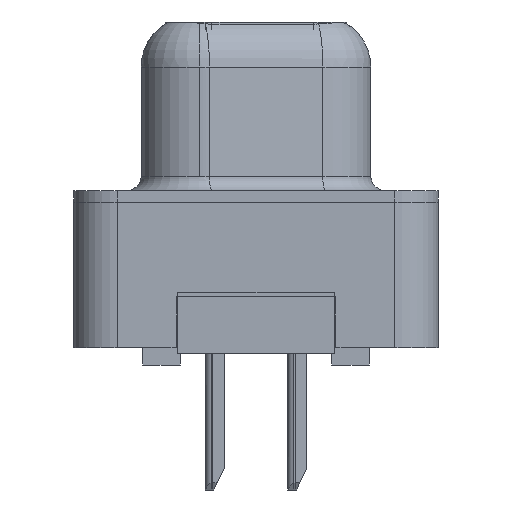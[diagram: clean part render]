
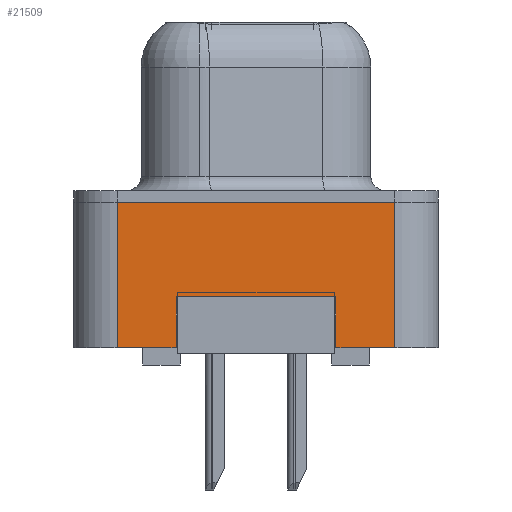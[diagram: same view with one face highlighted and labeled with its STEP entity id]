
A CAD part, left-side view. The second image highlights one B-rep face of the part: STEP entity #21509.
In plain terms, the highlighted planar face has unit normal (-1, 0, 0).
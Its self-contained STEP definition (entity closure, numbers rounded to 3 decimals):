
#534 = VERTEX_POINT ( 'NONE', #21329 ) ;
#1012 = CARTESIAN_POINT ( 'NONE',  ( -2.91, -2.75, -5. ) ) ;
#1043 = VERTEX_POINT ( 'NONE', #4369 ) ;
#1236 = CARTESIAN_POINT ( 'NONE',  ( -2.91, 2.75, -3.25 ) ) ;
#1648 = EDGE_CURVE ( 'NONE', #17860, #1043, #13374, .T. ) ;
#2177 = CARTESIAN_POINT ( 'NONE',  ( -2.91, -4.775, -5. ) ) ;
#2348 = ORIENTED_EDGE ( 'NONE', *, *, #8505, .F. ) ;
#3267 = DIRECTION ( 'NONE',  ( 0., 1., 0. ) ) ;
#4183 = ORIENTED_EDGE ( 'NONE', *, *, #6012, .T. ) ;
#4369 = CARTESIAN_POINT ( 'NONE',  ( -2.91, -4.775, -5. ) ) ;
#5517 = VERTEX_POINT ( 'NONE', #1236 ) ;
#5787 = FACE_OUTER_BOUND ( 'NONE', #23424, .T. ) ;
#6012 = EDGE_CURVE ( 'NONE', #534, #17860, #23678, .T. ) ;
#6297 = ORIENTED_EDGE ( 'NONE', *, *, #17674, .F. ) ;
#6329 = AXIS2_PLACEMENT_3D ( 'NONE', #19100, #17146, #7621 ) ;
#6917 = CARTESIAN_POINT ( 'NONE',  ( -2.91, 2.75, -3.25 ) ) ;
#6923 = CARTESIAN_POINT ( 'NONE',  ( -2.91, -2.75, -3.25 ) ) ;
#7517 = VERTEX_POINT ( 'NONE', #9974 ) ;
#7551 = DIRECTION ( 'NONE',  ( 0., 0., 1. ) ) ;
#7621 = DIRECTION ( 'NONE',  ( 0., 0., 1. ) ) ;
#8155 = VECTOR ( 'NONE', #11144, 1000. ) ;
#8405 = ORIENTED_EDGE ( 'NONE', *, *, #1648, .T. ) ;
#8505 = EDGE_CURVE ( 'NONE', #19075, #19862, #18650, .T. ) ;
#9135 = DIRECTION ( 'NONE',  ( 0., 0., -1. ) ) ;
#9611 = DIRECTION ( 'NONE',  ( 0., 0., 1. ) ) ;
#9729 = VECTOR ( 'NONE', #12934, 1000. ) ;
#9738 = CARTESIAN_POINT ( 'NONE',  ( -2.91, 4.775, -5. ) ) ;
#9974 = CARTESIAN_POINT ( 'NONE',  ( -2.91, -4.775, 0. ) ) ;
#10187 = EDGE_CURVE ( 'NONE', #1043, #7517, #19268, .T. ) ;
#10348 = LINE ( 'NONE', #6917, #22274 ) ;
#10698 = CARTESIAN_POINT ( 'NONE',  ( -2.91, 4.775, -5. ) ) ;
#11144 = DIRECTION ( 'NONE',  ( 0., -1., 0. ) ) ;
#11418 = CARTESIAN_POINT ( 'NONE',  ( -2.91, -4.775, -5. ) ) ;
#11641 = PLANE ( 'NONE',  #6329 ) ;
#12315 = DIRECTION ( 'NONE',  ( 0., -1., 0. ) ) ;
#12862 = CARTESIAN_POINT ( 'NONE',  ( -2.91, 2.75, -5. ) ) ;
#12934 = DIRECTION ( 'NONE',  ( 0., 0., -1. ) ) ;
#13032 = EDGE_CURVE ( 'NONE', #19075, #23529, #13678, .T. ) ;
#13227 = CARTESIAN_POINT ( 'NONE',  ( -2.91, 4.775, 0. ) ) ;
#13374 = LINE ( 'NONE', #11418, #18049 ) ;
#13468 = CARTESIAN_POINT ( 'NONE',  ( -2.91, -4.775, 0. ) ) ;
#13678 = LINE ( 'NONE', #21376, #14292 ) ;
#14292 = VECTOR ( 'NONE', #12315, 1000. ) ;
#14837 = ORIENTED_EDGE ( 'NONE', *, *, #19070, .F. ) ;
#15929 = EDGE_CURVE ( 'NONE', #5517, #23529, #18309, .T. ) ;
#17146 = DIRECTION ( 'NONE',  ( -1., 0., 0. ) ) ;
#17674 = EDGE_CURVE ( 'NONE', #19862, #7517, #18601, .T. ) ;
#17860 = VERTEX_POINT ( 'NONE', #1012 ) ;
#17979 = ORIENTED_EDGE ( 'NONE', *, *, #15929, .F. ) ;
#18049 = VECTOR ( 'NONE', #18991, 1000. ) ;
#18183 = ORIENTED_EDGE ( 'NONE', *, *, #10187, .T. ) ;
#18196 = VECTOR ( 'NONE', #9611, 1000. ) ;
#18309 = LINE ( 'NONE', #20263, #9729 ) ;
#18601 = LINE ( 'NONE', #13468, #8155 ) ;
#18650 = LINE ( 'NONE', #9738, #18196 ) ;
#18654 = VECTOR ( 'NONE', #9135, 1000. ) ;
#18991 = DIRECTION ( 'NONE',  ( 0., -1., 0. ) ) ;
#19070 = EDGE_CURVE ( 'NONE', #534, #5517, #10348, .T. ) ;
#19075 = VERTEX_POINT ( 'NONE', #10698 ) ;
#19100 = CARTESIAN_POINT ( 'NONE',  ( -2.91, -4.775, -5. ) ) ;
#19268 = LINE ( 'NONE', #2177, #23903 ) ;
#19862 = VERTEX_POINT ( 'NONE', #13227 ) ;
#20263 = CARTESIAN_POINT ( 'NONE',  ( -2.91, 2.75, -3.25 ) ) ;
#21329 = CARTESIAN_POINT ( 'NONE',  ( -2.91, -2.75, -3.25 ) ) ;
#21376 = CARTESIAN_POINT ( 'NONE',  ( -2.91, -4.775, -5. ) ) ;
#21509 = ADVANCED_FACE ( 'NONE', ( #5787 ), #11641, .T. ) ;
#22157 = ORIENTED_EDGE ( 'NONE', *, *, #13032, .T. ) ;
#22274 = VECTOR ( 'NONE', #3267, 1000. ) ;
#23424 = EDGE_LOOP ( 'NONE', ( #4183, #8405, #18183, #6297, #2348, #22157, #17979, #14837 ) ) ;
#23529 = VERTEX_POINT ( 'NONE', #12862 ) ;
#23678 = LINE ( 'NONE', #6923, #18654 ) ;
#23903 = VECTOR ( 'NONE', #7551, 1000. ) ;
